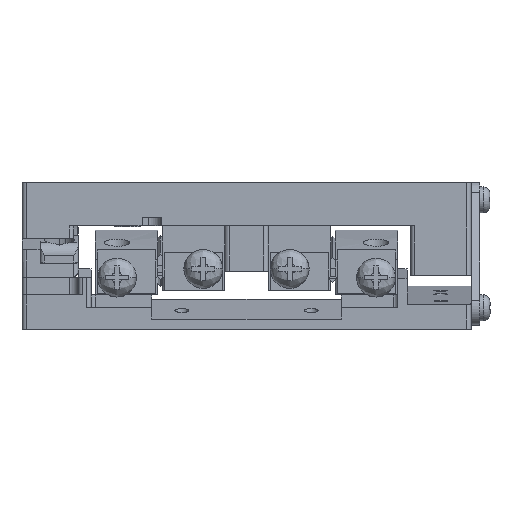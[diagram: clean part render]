
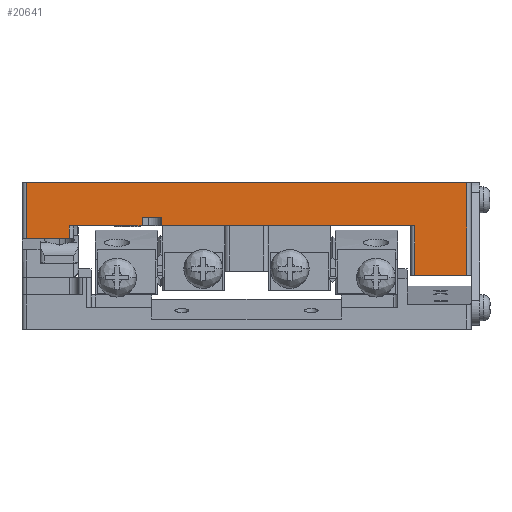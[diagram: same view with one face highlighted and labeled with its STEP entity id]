
A CAD part, front view. The second image highlights one B-rep face of the part: STEP entity #20641.
In plain terms, the highlighted planar face has unit normal (0, -1, 0).
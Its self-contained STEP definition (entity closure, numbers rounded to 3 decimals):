
#1030 = VERTEX_POINT ( 'NONE', #52439 ) ;
#1484 = DIRECTION ( 'NONE',  ( 0., 0., -1. ) ) ;
#3308 = DIRECTION ( 'NONE',  ( 0., 0., -1. ) ) ;
#3891 = CARTESIAN_POINT ( 'NONE',  ( 19.5, -26., -0.5 ) ) ;
#4787 = VERTEX_POINT ( 'NONE', #64221 ) ;
#5987 = ORIENTED_EDGE ( 'NONE', *, *, #17922, .T. ) ;
#6291 = VERTEX_POINT ( 'NONE', #44682 ) ;
#6313 = VECTOR ( 'NONE', #21625, 1000. ) ;
#6803 = VECTOR ( 'NONE', #61393, 1000. ) ;
#6814 = CARTESIAN_POINT ( 'NONE',  ( -20.5, -26., 3.75 ) ) ;
#7310 = EDGE_LOOP ( 'NONE', ( #45042, #20558, #5987, #67319, #24002, #40469, #45497, #48684, #50575, #43168, #33968, #34230 ) ) ;
#7791 = CARTESIAN_POINT ( 'NONE',  ( -9.9, -26., 8.25 ) ) ;
#8200 = DIRECTION ( 'NONE',  ( 1., 0., 0. ) ) ;
#8848 = EDGE_CURVE ( 'NONE', #50771, #60729, #18401, .T. ) ;
#11903 = CARTESIAN_POINT ( 'NONE',  ( -25.5, -26., 10.25 ) ) ;
#11956 = LINE ( 'NONE', #43372, #55249 ) ;
#12514 = EDGE_CURVE ( 'NONE', #4787, #35550, #32447, .T. ) ;
#12771 = DIRECTION ( 'NONE',  ( 1., 0., 0. ) ) ;
#12944 = DIRECTION ( 'NONE',  ( 1., 0., 0. ) ) ;
#13259 = VECTOR ( 'NONE', #35788, 1000. ) ;
#13431 = EDGE_CURVE ( 'NONE', #58274, #66927, #47110, .T. ) ;
#14072 = DIRECTION ( 'NONE',  ( 1., 0., 0. ) ) ;
#14561 = EDGE_CURVE ( 'NONE', #53972, #61867, #20203, .T. ) ;
#16150 = CARTESIAN_POINT ( 'NONE',  ( 25.5, -26., 10.25 ) ) ;
#16710 = EDGE_CURVE ( 'NONE', #66927, #50771, #48780, .T. ) ;
#17922 = EDGE_CURVE ( 'NONE', #56476, #53972, #40836, .T. ) ;
#18401 = LINE ( 'NONE', #39880, #53563 ) ;
#18771 = CARTESIAN_POINT ( 'NONE',  ( -20.5, -26., 0. ) ) ;
#20203 = LINE ( 'NONE', #67435, #52377 ) ;
#20272 = CARTESIAN_POINT ( 'NONE',  ( -12.1, -26., 6.25 ) ) ;
#20558 = ORIENTED_EDGE ( 'NONE', *, *, #42474, .T. ) ;
#20641 = ADVANCED_FACE ( 'NONE', ( #24615 ), #50381, .T. ) ;
#21625 = DIRECTION ( 'NONE',  ( 0., 0., -1. ) ) ;
#23567 = DIRECTION ( 'NONE',  ( 0., -1., 0. ) ) ;
#23696 = CARTESIAN_POINT ( 'NONE',  ( -25.5, -26., 3.75 ) ) ;
#24002 = ORIENTED_EDGE ( 'NONE', *, *, #49060, .T. ) ;
#24615 = FACE_OUTER_BOUND ( 'NONE', #7310, .T. ) ;
#24756 = VECTOR ( 'NONE', #26825, 1000. ) ;
#25009 = VECTOR ( 'NONE', #68292, 1000. ) ;
#26344 = VECTOR ( 'NONE', #14072, 1000. ) ;
#26825 = DIRECTION ( 'NONE',  ( 1., 0., 0. ) ) ;
#28306 = CARTESIAN_POINT ( 'NONE',  ( -25.5, -26., 3.75 ) ) ;
#28931 = VECTOR ( 'NONE', #1484, 1000. ) ;
#29483 = CARTESIAN_POINT ( 'NONE',  ( -12.1, -26., 5.25 ) ) ;
#32447 = LINE ( 'NONE', #66496, #24756 ) ;
#33968 = ORIENTED_EDGE ( 'NONE', *, *, #12514, .T. ) ;
#34230 = ORIENTED_EDGE ( 'NONE', *, *, #65696, .T. ) ;
#35012 = CARTESIAN_POINT ( 'NONE',  ( 19., -26., -0.5 ) ) ;
#35550 = VERTEX_POINT ( 'NONE', #44693 ) ;
#35788 = DIRECTION ( 'NONE',  ( 0., 0., 1. ) ) ;
#36112 = LINE ( 'NONE', #29483, #13259 ) ;
#37503 = EDGE_CURVE ( 'NONE', #60729, #4787, #39876, .T. ) ;
#39876 = LINE ( 'NONE', #18771, #6803 ) ;
#39880 = CARTESIAN_POINT ( 'NONE',  ( -26., -26., 3.75 ) ) ;
#40469 = ORIENTED_EDGE ( 'NONE', *, *, #60388, .T. ) ;
#40836 = LINE ( 'NONE', #62356, #26344 ) ;
#41762 = DIRECTION ( 'NONE',  ( -1., 0., 0. ) ) ;
#42474 = EDGE_CURVE ( 'NONE', #1030, #56476, #64039, .T. ) ;
#43168 = ORIENTED_EDGE ( 'NONE', *, *, #37503, .T. ) ;
#43372 = CARTESIAN_POINT ( 'NONE',  ( -9.9, -26., 6.25 ) ) ;
#44682 = CARTESIAN_POINT ( 'NONE',  ( 25.5, -26., -0.5 ) ) ;
#44693 = CARTESIAN_POINT ( 'NONE',  ( -12.1, -26., 5.25 ) ) ;
#44918 = AXIS2_PLACEMENT_3D ( 'NONE', #61239, #23567, #12944 ) ;
#45042 = ORIENTED_EDGE ( 'NONE', *, *, #68427, .T. ) ;
#45497 = ORIENTED_EDGE ( 'NONE', *, *, #13431, .T. ) ;
#46009 = VECTOR ( 'NONE', #41762, 1000. ) ;
#46855 = CARTESIAN_POINT ( 'NONE',  ( 25.5, -26., 10.25 ) ) ;
#47110 = LINE ( 'NONE', #47451, #46009 ) ;
#47451 = CARTESIAN_POINT ( 'NONE',  ( 26., -26., 10.25 ) ) ;
#48000 = DIRECTION ( 'NONE',  ( 1., 0., 0. ) ) ;
#48684 = ORIENTED_EDGE ( 'NONE', *, *, #16710, .T. ) ;
#48780 = LINE ( 'NONE', #28306, #6313 ) ;
#49060 = EDGE_CURVE ( 'NONE', #61867, #6291, #50212, .T. ) ;
#50212 = LINE ( 'NONE', #35012, #63244 ) ;
#50381 = PLANE ( 'NONE',  #44918 ) ;
#50575 = ORIENTED_EDGE ( 'NONE', *, *, #8848, .T. ) ;
#50771 = VERTEX_POINT ( 'NONE', #23696 ) ;
#52377 = VECTOR ( 'NONE', #3308, 1000. ) ;
#52415 = CARTESIAN_POINT ( 'NONE',  ( -9.9, -26., 5.25 ) ) ;
#52439 = CARTESIAN_POINT ( 'NONE',  ( -9.9, -26., 6.25 ) ) ;
#53563 = VECTOR ( 'NONE', #8200, 1000. ) ;
#53972 = VERTEX_POINT ( 'NONE', #57142 ) ;
#55249 = VECTOR ( 'NONE', #48000, 1000. ) ;
#56476 = VERTEX_POINT ( 'NONE', #52415 ) ;
#57142 = CARTESIAN_POINT ( 'NONE',  ( 19.5, -26., 5.25 ) ) ;
#58274 = VERTEX_POINT ( 'NONE', #16150 ) ;
#60388 = EDGE_CURVE ( 'NONE', #6291, #58274, #63007, .T. ) ;
#60729 = VERTEX_POINT ( 'NONE', #6814 ) ;
#61239 = CARTESIAN_POINT ( 'NONE',  ( 0., -26., 0. ) ) ;
#61393 = DIRECTION ( 'NONE',  ( 0., 0., 1. ) ) ;
#61867 = VERTEX_POINT ( 'NONE', #3891 ) ;
#62356 = CARTESIAN_POINT ( 'NONE',  ( -9.9, -26., 5.25 ) ) ;
#63007 = LINE ( 'NONE', #46855, #25009 ) ;
#63244 = VECTOR ( 'NONE', #12771, 1000. ) ;
#64039 = LINE ( 'NONE', #7791, #28931 ) ;
#64221 = CARTESIAN_POINT ( 'NONE',  ( -20.5, -26., 5.25 ) ) ;
#65057 = VERTEX_POINT ( 'NONE', #20272 ) ;
#65696 = EDGE_CURVE ( 'NONE', #35550, #65057, #36112, .T. ) ;
#66496 = CARTESIAN_POINT ( 'NONE',  ( -20., -26., 5.25 ) ) ;
#66927 = VERTEX_POINT ( 'NONE', #11903 ) ;
#67319 = ORIENTED_EDGE ( 'NONE', *, *, #14561, .T. ) ;
#67435 = CARTESIAN_POINT ( 'NONE',  ( 19.5, -26., -0.5 ) ) ;
#68292 = DIRECTION ( 'NONE',  ( 0., 0., 1. ) ) ;
#68427 = EDGE_CURVE ( 'NONE', #65057, #1030, #11956, .T. ) ;
